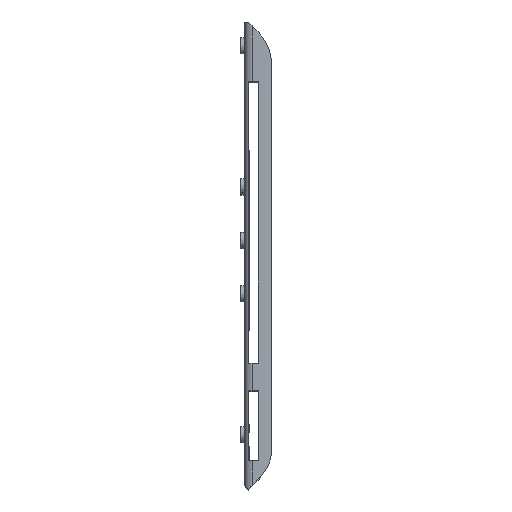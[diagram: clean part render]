
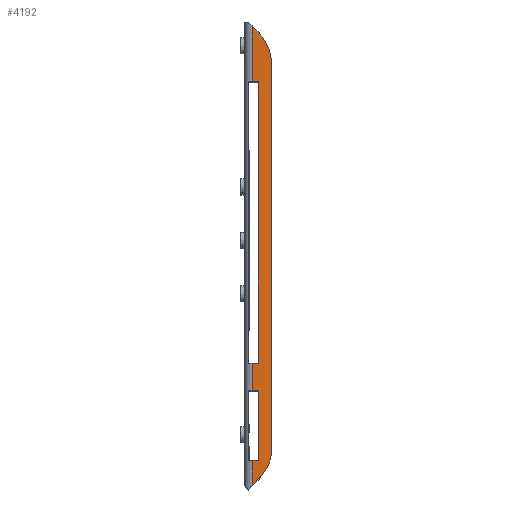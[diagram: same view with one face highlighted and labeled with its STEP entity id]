
A CAD part, top view. The second image highlights one B-rep face of the part: STEP entity #4192.
In plain terms, the highlighted planar face has unit normal (0, 0, 1).
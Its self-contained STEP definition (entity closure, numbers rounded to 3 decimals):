
#217=PLANE('',#4624);
#470=FACE_OUTER_BOUND('',#759,.T.);
#759=EDGE_LOOP('',(#3753,#3754,#3755,#3756,#3757,#3758,#3759,#3760,#3761,
#3762,#3763,#3764,#3765,#3766));
#937=LINE('',#6495,#1357);
#939=LINE('',#6503,#1359);
#941=LINE('',#6511,#1361);
#948=LINE('',#6529,#1368);
#954=LINE('',#6540,#1374);
#1151=LINE('',#6967,#1571);
#1162=LINE('',#6988,#1582);
#1164=LINE('',#6991,#1584);
#1165=LINE('',#6997,#1585);
#1169=LINE('',#7003,#1589);
#1187=LINE('',#7054,#1607);
#1190=LINE('',#7060,#1610);
#1357=VECTOR('',#5249,10.);
#1359=VECTOR('',#5255,10.);
#1361=VECTOR('',#5261,10.);
#1368=VECTOR('',#5276,10.);
#1374=VECTOR('',#5284,10.);
#1571=VECTOR('',#5757,10.);
#1582=VECTOR('',#5774,10.);
#1584=VECTOR('',#5778,10.);
#1585=VECTOR('',#5785,10.);
#1589=VECTOR('',#5791,10.);
#1607=VECTOR('',#5845,10.);
#1610=VECTOR('',#5850,10.);
#1778=CIRCLE('',#4622,35.);
#1779=CIRCLE('',#4625,30.);
#1980=VERTEX_POINT('',#6492);
#1981=VERTEX_POINT('',#6494);
#1984=VERTEX_POINT('',#6500);
#1985=VERTEX_POINT('',#6502);
#1988=VERTEX_POINT('',#6508);
#1989=VERTEX_POINT('',#6510);
#1996=VERTEX_POINT('',#6528);
#2000=VERTEX_POINT('',#6538);
#2092=VERTEX_POINT('',#6966);
#2099=VERTEX_POINT('',#6986);
#2101=VERTEX_POINT('',#6996);
#2116=VERTEX_POINT('',#7049);
#2117=VERTEX_POINT('',#7053);
#2119=VERTEX_POINT('',#7059);
#2403=EDGE_CURVE('',#1980,#1981,#937,.T.);
#2407=EDGE_CURVE('',#1984,#1985,#939,.T.);
#2411=EDGE_CURVE('',#1988,#1989,#941,.T.);
#2420=EDGE_CURVE('',#1989,#1996,#948,.T.);
#2426=EDGE_CURVE('',#2000,#1988,#954,.T.);
#2638=EDGE_CURVE('',#1981,#2092,#1151,.T.);
#2649=EDGE_CURVE('',#2099,#1984,#1162,.T.);
#2651=EDGE_CURVE('',#2092,#2099,#1164,.T.);
#2653=EDGE_CURVE('',#1985,#2101,#1165,.T.);
#2657=EDGE_CURVE('',#2101,#2000,#1169,.T.);
#2680=EDGE_CURVE('',#1996,#2116,#1778,.T.);
#2682=EDGE_CURVE('',#2116,#2117,#1187,.T.);
#2685=EDGE_CURVE('',#2119,#1980,#1190,.T.);
#2686=EDGE_CURVE('',#2117,#2119,#1779,.T.);
#3753=ORIENTED_EDGE('',*,*,#2403,.F.);
#3754=ORIENTED_EDGE('',*,*,#2685,.F.);
#3755=ORIENTED_EDGE('',*,*,#2686,.F.);
#3756=ORIENTED_EDGE('',*,*,#2682,.F.);
#3757=ORIENTED_EDGE('',*,*,#2680,.F.);
#3758=ORIENTED_EDGE('',*,*,#2420,.F.);
#3759=ORIENTED_EDGE('',*,*,#2411,.F.);
#3760=ORIENTED_EDGE('',*,*,#2426,.F.);
#3761=ORIENTED_EDGE('',*,*,#2657,.F.);
#3762=ORIENTED_EDGE('',*,*,#2653,.F.);
#3763=ORIENTED_EDGE('',*,*,#2407,.F.);
#3764=ORIENTED_EDGE('',*,*,#2649,.F.);
#3765=ORIENTED_EDGE('',*,*,#2651,.F.);
#3766=ORIENTED_EDGE('',*,*,#2638,.F.);
#4192=ADVANCED_FACE('',(#470),#217,.T.);
#4622=AXIS2_PLACEMENT_3D('',#7050,#5840,#5841);
#4624=AXIS2_PLACEMENT_3D('',#7058,#5848,#5849);
#4625=AXIS2_PLACEMENT_3D('',#7061,#5851,#5852);
#5249=DIRECTION('',(0.,1.,0.));
#5255=DIRECTION('',(0.,1.,0.));
#5261=DIRECTION('',(0.,1.,0.));
#5276=DIRECTION('',(0.707,-0.707,0.));
#5284=DIRECTION('',(-1.,0.,0.));
#5757=DIRECTION('',(1.,0.,0.));
#5774=DIRECTION('',(-1.,0.,0.));
#5778=DIRECTION('',(0.,1.,0.));
#5785=DIRECTION('',(1.,0.,0.));
#5791=DIRECTION('',(0.,1.,0.));
#5840=DIRECTION('center_axis',(0.,0.,-1.));
#5841=DIRECTION('ref_axis',(0.924,0.383,0.));
#5845=DIRECTION('',(0.,-1.,0.));
#5848=DIRECTION('center_axis',(0.,0.,1.));
#5849=DIRECTION('ref_axis',(0.,1.,0.));
#5850=DIRECTION('',(-0.707,-0.707,0.));
#5851=DIRECTION('center_axis',(0.,0.,-1.));
#5852=DIRECTION('ref_axis',(0.924,-0.383,0.));
#6492=CARTESIAN_POINT('',(155.853,3.047,150.741));
#6494=CARTESIAN_POINT('',(155.853,21.867,150.741));
#6495=CARTESIAN_POINT('',(155.853,95.447,150.741));
#6500=CARTESIAN_POINT('',(155.853,75.562,150.741));
#6502=CARTESIAN_POINT('',(155.853,96.562,150.741));
#6503=CARTESIAN_POINT('',(155.853,95.447,150.741));
#6508=CARTESIAN_POINT('',(155.853,312.518,150.741));
#6510=CARTESIAN_POINT('',(155.853,355.,150.741));
#6511=CARTESIAN_POINT('',(155.853,95.447,150.741));
#6528=CARTESIAN_POINT('',(160.279,350.574,150.741));
#6529=CARTESIAN_POINT('',(208.646,302.207,150.741));
#6538=CARTESIAN_POINT('',(160.531,312.518,150.741));
#6540=CARTESIAN_POINT('',(154.772,312.518,150.741));
#6966=CARTESIAN_POINT('',(160.531,21.867,150.741));
#6967=CARTESIAN_POINT('',(158.611,21.867,150.741));
#6986=CARTESIAN_POINT('',(160.531,75.562,150.741));
#6988=CARTESIAN_POINT('',(154.772,75.562,150.741));
#6991=CARTESIAN_POINT('',(160.531,257.602,150.741));
#6996=CARTESIAN_POINT('',(160.531,96.562,150.741));
#6997=CARTESIAN_POINT('',(158.611,96.562,150.741));
#7003=CARTESIAN_POINT('',(160.531,257.602,150.741));
#7049=CARTESIAN_POINT('',(170.531,325.825,150.741));
#7050=CARTESIAN_POINT('Origin',(135.531,325.825,150.741));
#7053=CARTESIAN_POINT('',(170.531,30.151,150.741));
#7054=CARTESIAN_POINT('',(170.531,98.374,150.741));
#7058=CARTESIAN_POINT('Origin',(152.853,0.047,150.741));
#7059=CARTESIAN_POINT('',(161.744,8.938,150.741));
#7060=CARTESIAN_POINT('',(199.807,47.001,150.741));
#7061=CARTESIAN_POINT('Origin',(140.531,30.151,150.741));
